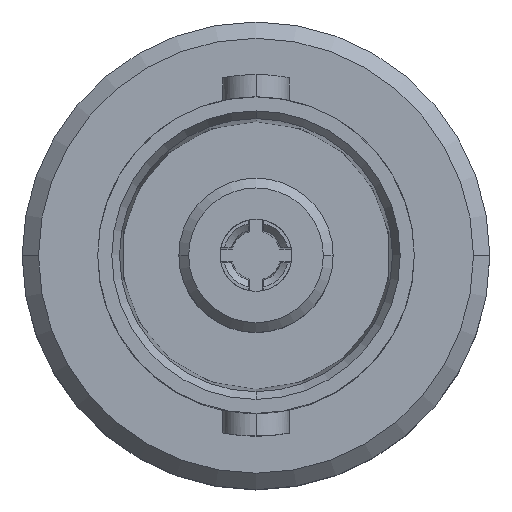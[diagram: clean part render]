
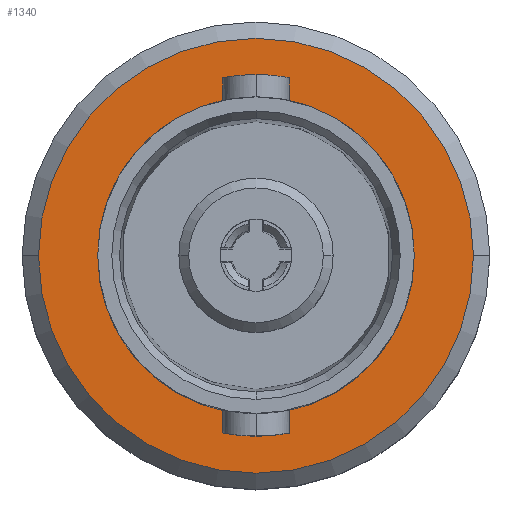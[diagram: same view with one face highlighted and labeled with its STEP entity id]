
A CAD part, top view. The second image highlights one B-rep face of the part: STEP entity #1340.
In plain terms, the highlighted planar face has unit normal (0, 0, 1).
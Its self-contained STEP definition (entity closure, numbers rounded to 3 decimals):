
#516 = EDGE_LOOP ( 'NONE', ( #527, #725 ) ) ;
#523 = EDGE_LOOP ( 'NONE', ( #685, #693 ) ) ;
#527 = ORIENTED_EDGE ( 'NONE', *, *, #1740, .T. ) ;
#685 = ORIENTED_EDGE ( 'NONE', *, *, #2493, .T. ) ;
#693 = ORIENTED_EDGE ( 'NONE', *, *, #2317, .T. ) ;
#725 = ORIENTED_EDGE ( 'NONE', *, *, #1304, .T. ) ;
#836 = VERTEX_POINT ( 'NONE', #4986 ) ;
#1044 = VERTEX_POINT ( 'NONE', #3923 ) ;
#1093 = VERTEX_POINT ( 'NONE', #3867 ) ;
#1136 = VERTEX_POINT ( 'NONE', #3995 ) ;
#1304 = EDGE_CURVE ( 'NONE', #836, #1044, #3729, .T. ) ;
#1340 = ADVANCED_FACE ( 'NONE', ( #2932, #2838 ), #4304, .F. ) ;
#1375 = DIRECTION ( 'NONE',  ( 0., 0., -1. ) ) ;
#1376 = CARTESIAN_POINT ( 'NONE',  ( 0., 0., -11.3 ) ) ;
#1381 = DIRECTION ( 'NONE',  ( -1., 0., 0. ) ) ;
#1740 = EDGE_CURVE ( 'NONE', #1044, #836, #4446, .T. ) ;
#1806 = CIRCLE ( 'NONE', #1808, 6.65 ) ;
#1808 = AXIS2_PLACEMENT_3D ( 'NONE', #3206, #3207, #3208 ) ;
#2154 = CARTESIAN_POINT ( 'NONE',  ( 0., 0., -11.3 ) ) ;
#2155 = DIRECTION ( 'NONE',  ( 0., 0., -1. ) ) ;
#2156 = DIRECTION ( 'NONE',  ( -1., 0., 0. ) ) ;
#2317 = EDGE_CURVE ( 'NONE', #1093, #1136, #1806, .T. ) ;
#2493 = EDGE_CURVE ( 'NONE', #1136, #1093, #3623, .T. ) ;
#2735 = AXIS2_PLACEMENT_3D ( 'NONE', #4303, #4305, #4307 ) ;
#2838 = FACE_BOUND ( 'NONE', #516, .T. ) ;
#2932 = FACE_OUTER_BOUND ( 'NONE', #523, .T. ) ;
#3206 = CARTESIAN_POINT ( 'NONE',  ( 0., 0., -11.3 ) ) ;
#3207 = DIRECTION ( 'NONE',  ( 0., 0., 1. ) ) ;
#3208 = DIRECTION ( 'NONE',  ( 1., 0., 0. ) ) ;
#3304 = CARTESIAN_POINT ( 'NONE',  ( 0., 0., -11.3 ) ) ;
#3305 = DIRECTION ( 'NONE',  ( 0., 0., 1. ) ) ;
#3306 = DIRECTION ( 'NONE',  ( 1., 0., 0. ) ) ;
#3623 = CIRCLE ( 'NONE', #3625, 6.65 ) ;
#3625 = AXIS2_PLACEMENT_3D ( 'NONE', #3304, #3305, #3306 ) ;
#3729 = CIRCLE ( 'NONE', #3734, 4.84 ) ;
#3734 = AXIS2_PLACEMENT_3D ( 'NONE', #1376, #1375, #1381 ) ;
#3867 = CARTESIAN_POINT ( 'NONE',  ( 6.65, 0., -11.3 ) ) ;
#3923 = CARTESIAN_POINT ( 'NONE',  ( 4.84, 0., -11.3 ) ) ;
#3995 = CARTESIAN_POINT ( 'NONE',  ( -6.65, 0., -11.3 ) ) ;
#4303 = CARTESIAN_POINT ( 'NONE',  ( 0., 0., -11.3 ) ) ;
#4304 = PLANE ( 'NONE',  #2735 ) ;
#4305 = DIRECTION ( 'NONE',  ( 0., 0., -1. ) ) ;
#4307 = DIRECTION ( 'NONE',  ( -1., 0., 0. ) ) ;
#4446 = CIRCLE ( 'NONE', #4466, 4.84 ) ;
#4466 = AXIS2_PLACEMENT_3D ( 'NONE', #2154, #2155, #2156 ) ;
#4986 = CARTESIAN_POINT ( 'NONE',  ( -4.84, 0., -11.3 ) ) ;
